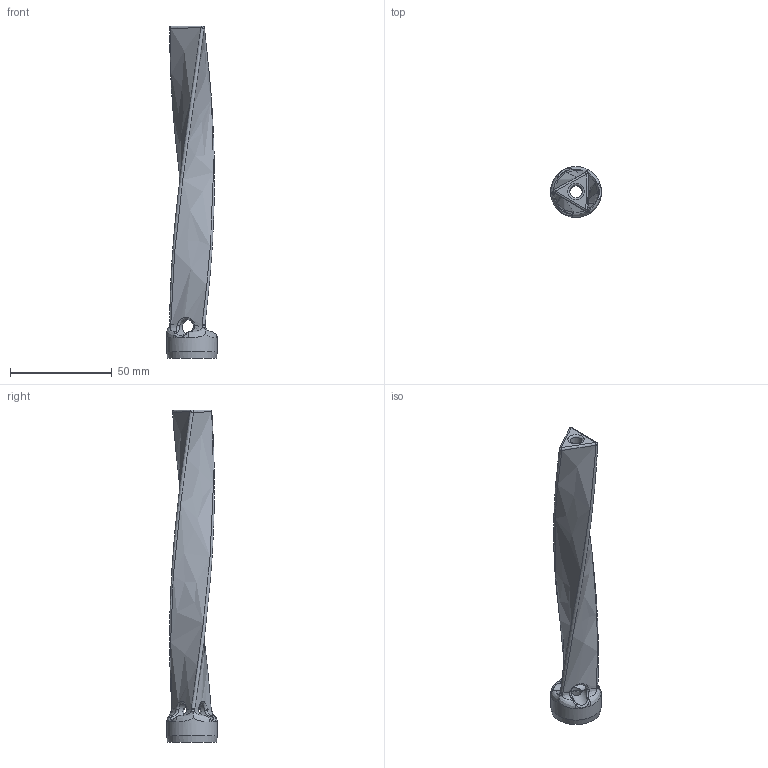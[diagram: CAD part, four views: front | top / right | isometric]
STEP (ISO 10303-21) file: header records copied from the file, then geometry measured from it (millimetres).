
FILE_DESCRIPTION(/* description */ (''),/* implementation_level */ '2;1');
FILE_NAME(/* name */ 'habitat-lamp-stem v5.step',/* time_stamp */ '2022-02-03T05:50:12+00:00',/* author */ (''),/* organization */ (''),/* preprocessor_version */ 'ST-DEVELOPER v18.1',/* originating_system */ 'Autodesk Translation Framework v10.13.0.1454',/* authorisation */ '');
FILE_SCHEMA (('AUTOMOTIVE_DESIGN { 1 0 10303 214 3 1 1 }'));
Length unit declared in the file: millimetre
Products named in the file (1): habitat-lamp-stem
Bounding box: 25 x 25 x 163 mm (x, y, z)
Volume: 28279 mm3; surface area: 13654.1 mm2
Topology: 1 solids, 1 shells, 70 faces, 182 edges, 108 vertices
Faces by surface type: bspline 48, cylinder 7, torus 7, cone 3, sphere 3, plane 2
Full cylindrical faces by diameter (mm): 6 x2, 8 x3, 9.6 x1, 25 x1
Entity records: 3850 total; most frequent: CARTESIAN_POINT 2412, ORIENTED_EDGE 364, DIRECTION 184, EDGE_CURVE 182, B_SPLINE_CURVE_WITH_KNOTS 108, VERTEX_POINT 108, AXIS2_PLACEMENT_3D 87, EDGE_LOOP 72
